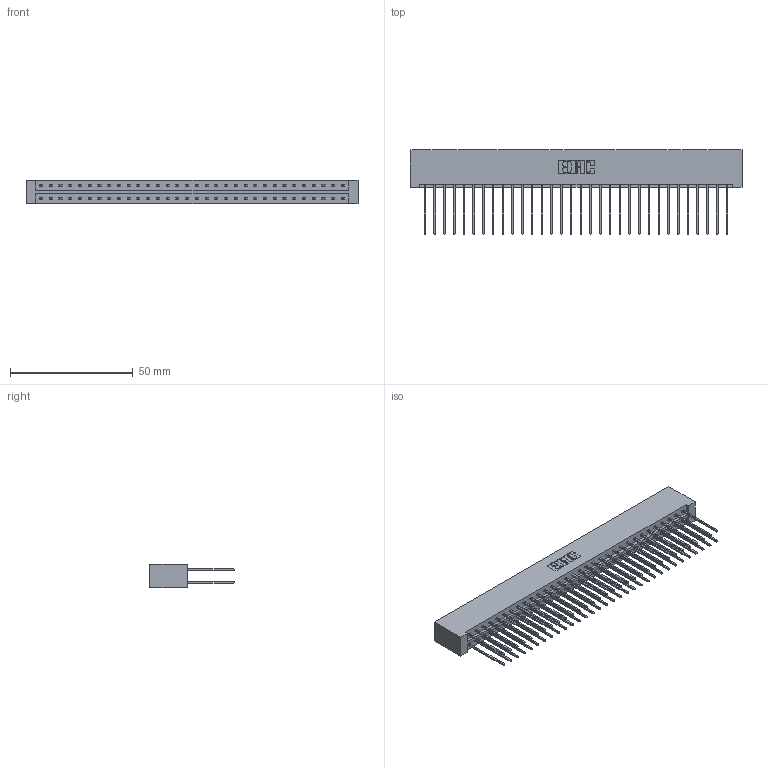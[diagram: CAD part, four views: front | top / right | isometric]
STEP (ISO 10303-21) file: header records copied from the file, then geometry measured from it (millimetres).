
FILE_DESCRIPTION (( 'STEP AP203' ), '1' );
FILE_NAME ('333-064-541-201.STEP', '2018-08-04T09:56:14', ( '' ), ( '' ), 'SwSTEP 2.0', 'SolidWorks 2016', '' );
FILE_SCHEMA (( 'CONFIG_CONTROL_DESIGN' ));
Length unit declared in the file: inch
Products named in the file (3): 333 Part_Lugless; 345-292-001_345-293-141; 333-064-541-201
Assembly tree (65 placements, depth 2):
  333-064-541-201
    333 Part_Lugless
    345-292-001_345-293-141  x64
Bounding box: 135.05 x 34.3 x 9.4 mm (x, y, z)
Volume: 14693.9 mm3; surface area: 19117.1 mm2
Topology: 65 solids, 65 shells, 3434 faces, 10207 edges, 6718 vertices
Faces by surface type: plane 2370, cylinder 1064
Entity records: 21621 total; most frequent: CARTESIAN_POINT 3594, ORIENTED_EDGE 3530, DIRECTION 3081, EDGE_CURVE 1765, VECTOR 1645, LINE 1645, VERTEX_POINT 1174, AXIS2_PLACEMENT_3D 718
